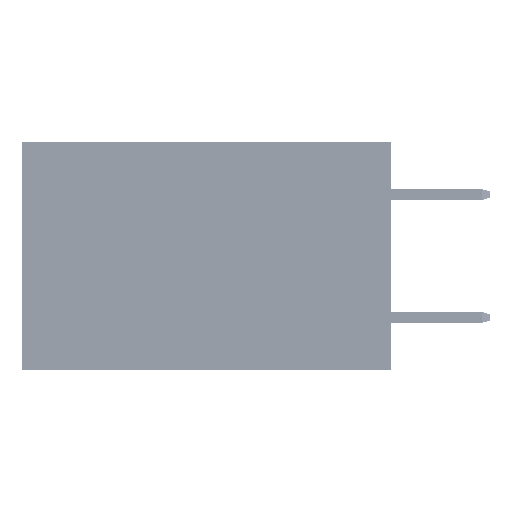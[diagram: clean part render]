
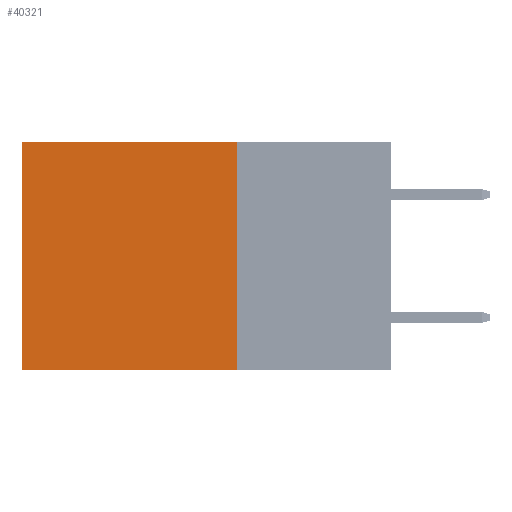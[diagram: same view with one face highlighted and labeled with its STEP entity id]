
A CAD part, left-side view. The second image highlights one B-rep face of the part: STEP entity #40321.
In plain terms, the highlighted planar face has unit normal (-1, 0, 0).
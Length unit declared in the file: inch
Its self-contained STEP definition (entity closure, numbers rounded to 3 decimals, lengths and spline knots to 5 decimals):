
#1879 = EDGE_CURVE ( 'NONE', #33264, #46664, #26073, .T. ) ;
#3047 = DIRECTION ( 'NONE',  ( 0., 0., -1. ) ) ;
#3160 = CARTESIAN_POINT ( 'NONE',  ( 0.2875, 0.25, -0.37 ) ) ;
#3293 = LINE ( 'NONE', #21443, #45486 ) ;
#6455 = VECTOR ( 'NONE', #18330, 39.37008 ) ;
#6912 = LINE ( 'NONE', #3160, #6455 ) ;
#7169 = DIRECTION ( 'NONE',  ( 0., 1., 0. ) ) ;
#7435 = PLANE ( 'NONE',  #32754 ) ;
#7939 = CARTESIAN_POINT ( 'NONE',  ( 0.2875, 0.25, 0. ) ) ;
#14077 = ORIENTED_EDGE ( 'NONE', *, *, #32953, .T. ) ;
#14164 = CARTESIAN_POINT ( 'NONE',  ( 0.2875, 0.25, 0. ) ) ;
#15092 = CARTESIAN_POINT ( 'NONE',  ( 0.2875, 0.25, -0.37 ) ) ;
#15406 = VECTOR ( 'NONE', #24614, 39.37008 ) ;
#16674 = ORIENTED_EDGE ( 'NONE', *, *, #42937, .F. ) ;
#16925 = CARTESIAN_POINT ( 'NONE',  ( 0.2875, 0.6, 0. ) ) ;
#17430 = ORIENTED_EDGE ( 'NONE', *, *, #1879, .T. ) ;
#18330 = DIRECTION ( 'NONE',  ( 0., 1., 0. ) ) ;
#18983 = ORIENTED_EDGE ( 'NONE', *, *, #30883, .F. ) ;
#20996 = VECTOR ( 'NONE', #7169, 39.37008 ) ;
#21443 = CARTESIAN_POINT ( 'NONE',  ( 0.2875, 0.25, 0. ) ) ;
#24614 = DIRECTION ( 'NONE',  ( 0., 0., -1. ) ) ;
#26073 = LINE ( 'NONE', #47935, #20996 ) ;
#29313 = DIRECTION ( 'NONE',  ( 0., 0., -1. ) ) ;
#29540 = VERTEX_POINT ( 'NONE', #15092 ) ;
#30883 = EDGE_CURVE ( 'NONE', #29540, #46189, #6912, .T. ) ;
#32754 = AXIS2_PLACEMENT_3D ( 'NONE', #14164, #33533, #29313 ) ;
#32953 = EDGE_CURVE ( 'NONE', #46664, #46189, #47470, .T. ) ;
#33264 = VERTEX_POINT ( 'NONE', #7939 ) ;
#33533 = DIRECTION ( 'NONE',  ( 1., 0., 0. ) ) ;
#37875 = CARTESIAN_POINT ( 'NONE',  ( 0.2875, 0.6, 0. ) ) ;
#40321 = ADVANCED_FACE ( 'NONE', ( #48209 ), #7435, .F. ) ;
#41652 = CARTESIAN_POINT ( 'NONE',  ( 0.2875, 0.6, -0.37 ) ) ;
#42937 = EDGE_CURVE ( 'NONE', #33264, #29540, #3293, .T. ) ;
#45486 = VECTOR ( 'NONE', #3047, 39.37008 ) ;
#46189 = VERTEX_POINT ( 'NONE', #41652 ) ;
#46664 = VERTEX_POINT ( 'NONE', #37875 ) ;
#47318 = EDGE_LOOP ( 'NONE', ( #14077, #18983, #16674, #17430 ) ) ;
#47470 = LINE ( 'NONE', #16925, #15406 ) ;
#47935 = CARTESIAN_POINT ( 'NONE',  ( 0.2875, 0.25, 0. ) ) ;
#48209 = FACE_OUTER_BOUND ( 'NONE', #47318, .T. ) ;
